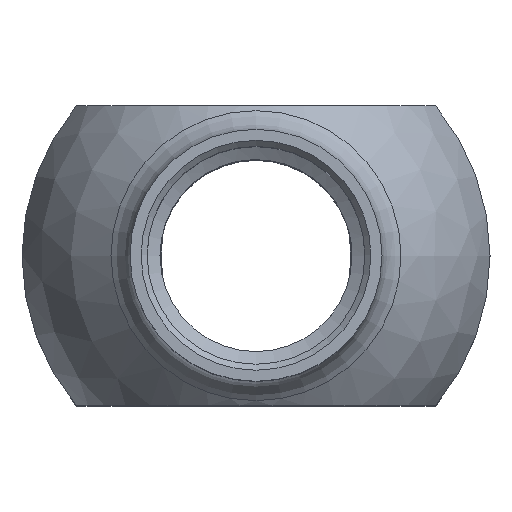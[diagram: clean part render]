
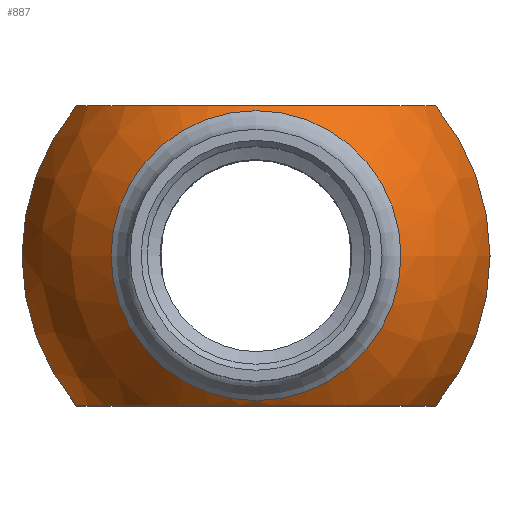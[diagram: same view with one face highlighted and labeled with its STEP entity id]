
A CAD part, top view. The second image highlights one B-rep face of the part: STEP entity #887.
In plain terms, the highlighted spherical face has radius 20 mm.
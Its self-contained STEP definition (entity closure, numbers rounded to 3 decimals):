
#829=CARTESIAN_POINT('',(6.585,10.807,15.937));
#830=VERTEX_POINT('',#829);
#831=CARTESIAN_POINT('',(-5.498,10.807,15.937));
#832=DIRECTION('',(0.0,0.0,1.0));
#833=DIRECTION('',(-1.0,0.0,0.0));
#834=AXIS2_PLACEMENT_3D('',#831,#832,#833);
#835=CIRCLE('',#834,12.083);
#836=EDGE_CURVE('',#830,#830,#835,.T.);
#841=CARTESIAN_POINT('',(-5.498,10.807,0.0));
#842=DIRECTION('',(0.0,0.0,1.0));
#843=DIRECTION('',(1.0,0.0,0.0));
#844=AXIS2_PLACEMENT_3D('',#841,#842,#843);
#845=SPHERICAL_SURFACE('',#844,20.0);
#846=CARTESIAN_POINT('',(9.469,23.307,4.444));
#847=VERTEX_POINT('',#846);
#848=CARTESIAN_POINT('',(-20.465,23.307,4.444));
#849=VERTEX_POINT('',#848);
#850=CARTESIAN_POINT('',(-5.498,23.307,0.0));
#851=DIRECTION('',(0.0,-1.0,0.0));
#852=DIRECTION('',(0.0,0.0,1.0));
#853=AXIS2_PLACEMENT_3D('',#850,#851,#852);
#854=CIRCLE('',#853,15.612);
#855=EDGE_CURVE('',#847,#849,#854,.T.);
#856=ORIENTED_EDGE('',*,*,#855,.T.);
#857=CARTESIAN_POINT('',(-20.465,-1.693,4.444));
#858=VERTEX_POINT('',#857);
#859=CARTESIAN_POINT('',(-5.498,10.807,4.444));
#860=DIRECTION('',(0.0,0.0,-1.0));
#861=DIRECTION('',(-1.0,0.0,0.0));
#862=AXIS2_PLACEMENT_3D('',#859,#860,#861);
#863=CIRCLE('',#862,19.5);
#864=EDGE_CURVE('',#858,#849,#863,.T.);
#865=ORIENTED_EDGE('',*,*,#864,.F.);
#866=CARTESIAN_POINT('',(9.469,-1.693,4.444));
#867=VERTEX_POINT('',#866);
#868=CARTESIAN_POINT('',(-5.498,-1.693,0.0));
#869=DIRECTION('',(0.0,1.0,0.0));
#870=DIRECTION('',(0.0,0.0,-1.0));
#871=AXIS2_PLACEMENT_3D('',#868,#869,#870);
#872=CIRCLE('',#871,15.612);
#873=EDGE_CURVE('',#858,#867,#872,.T.);
#874=ORIENTED_EDGE('',*,*,#873,.T.);
#875=CARTESIAN_POINT('',(-5.498,10.807,4.444));
#876=DIRECTION('',(0.0,0.0,-1.0));
#877=DIRECTION('',(-1.0,0.0,0.0));
#878=AXIS2_PLACEMENT_3D('',#875,#876,#877);
#879=CIRCLE('',#878,19.5);
#880=EDGE_CURVE('',#847,#867,#879,.T.);
#881=ORIENTED_EDGE('',*,*,#880,.F.);
#882=EDGE_LOOP('',(#856,#865,#874,#881));
#883=FACE_OUTER_BOUND('',#882,.T.);
#884=ORIENTED_EDGE('',*,*,#836,.F.);
#885=EDGE_LOOP('',(#884));
#886=FACE_BOUND('',#885,.T.);
#887=ADVANCED_FACE('',(#883,#886),#845,.T.);
